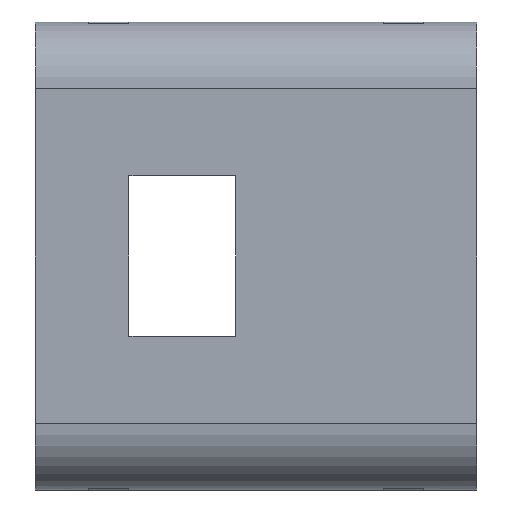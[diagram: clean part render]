
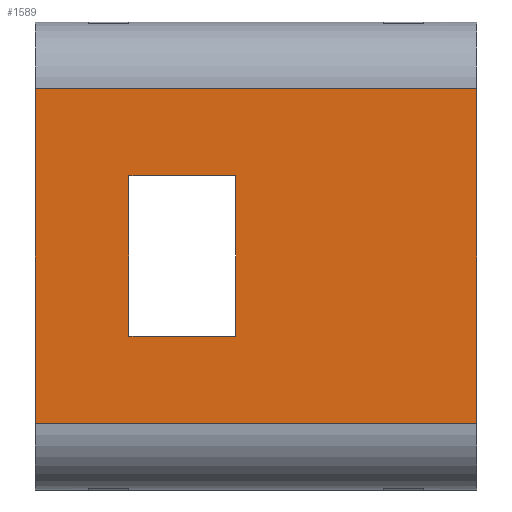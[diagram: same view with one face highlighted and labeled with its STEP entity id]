
A CAD part, left-side view. The second image highlights one B-rep face of the part: STEP entity #1589.
In plain terms, the highlighted planar face has unit normal (-1, 0, 0).
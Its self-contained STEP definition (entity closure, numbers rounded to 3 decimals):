
#21 = ORIENTED_EDGE ( 'NONE', *, *, #3381, .F. ) ;
#83 = EDGE_CURVE ( 'NONE', #3383, #2024, #3772, .T. ) ;
#92 = VERTEX_POINT ( 'NONE', #3638 ) ;
#150 = VECTOR ( 'NONE', #2205, 1000. ) ;
#230 = CARTESIAN_POINT ( 'NONE',  ( -22.314, 18., -6. ) ) ;
#246 = CARTESIAN_POINT ( 'NONE',  ( -22.314, 26., -6. ) ) ;
#255 = DIRECTION ( 'NONE',  ( 0., 0., -1. ) ) ;
#462 = VECTOR ( 'NONE', #3157, 1000. ) ;
#483 = DIRECTION ( 'NONE',  ( 0., 0., -1. ) ) ;
#494 = DIRECTION ( 'NONE',  ( 1., 0., 0. ) ) ;
#525 = VERTEX_POINT ( 'NONE', #3720 ) ;
#631 = DIRECTION ( 'NONE',  ( 0., -1., 0. ) ) ;
#761 = LINE ( 'NONE', #2807, #3219 ) ;
#884 = DIRECTION ( 'NONE',  ( 0., -1., 0. ) ) ;
#1045 = LINE ( 'NONE', #3532, #150 ) ;
#1156 = CARTESIAN_POINT ( 'NONE',  ( -22.314, 0., -12.5 ) ) ;
#1177 = CARTESIAN_POINT ( 'NONE',  ( -22.314, 18., 12.5 ) ) ;
#1251 = CARTESIAN_POINT ( 'NONE',  ( -22.314, 26., -17.5 ) ) ;
#1369 = LINE ( 'NONE', #1821, #462 ) ;
#1379 = VERTEX_POINT ( 'NONE', #1903 ) ;
#1493 = FACE_BOUND ( 'NONE', #2257, .T. ) ;
#1512 = VECTOR ( 'NONE', #255, 1000. ) ;
#1589 = ADVANCED_FACE ( 'NONE', ( #2481, #1493 ), #2028, .F. ) ;
#1608 = EDGE_CURVE ( 'NONE', #1379, #2821, #3159, .T. ) ;
#1633 = ORIENTED_EDGE ( 'NONE', *, *, #3216, .F. ) ;
#1821 = CARTESIAN_POINT ( 'NONE',  ( -22.314, 0., -17.5 ) ) ;
#1837 = DIRECTION ( 'NONE',  ( 0., 1., 0. ) ) ;
#1869 = LINE ( 'NONE', #230, #2850 ) ;
#1877 = CARTESIAN_POINT ( 'NONE',  ( -22.314, 33., -12.5 ) ) ;
#1903 = CARTESIAN_POINT ( 'NONE',  ( -22.314, 0., 12.5 ) ) ;
#1906 = ORIENTED_EDGE ( 'NONE', *, *, #83, .T. ) ;
#1978 = CARTESIAN_POINT ( 'NONE',  ( -22.314, 18., -12.5 ) ) ;
#2024 = VERTEX_POINT ( 'NONE', #1156 ) ;
#2028 = PLANE ( 'NONE',  #4123 ) ;
#2205 = DIRECTION ( 'NONE',  ( 0., 0., 1. ) ) ;
#2257 = EDGE_LOOP ( 'NONE', ( #2575, #21, #3184, #1633 ) ) ;
#2345 = LINE ( 'NONE', #3880, #3795 ) ;
#2361 = ORIENTED_EDGE ( 'NONE', *, *, #2814, .F. ) ;
#2400 = LINE ( 'NONE', #1251, #1512 ) ;
#2427 = EDGE_LOOP ( 'NONE', ( #2361, #1906, #4260, #2892 ) ) ;
#2481 = FACE_OUTER_BOUND ( 'NONE', #2427, .T. ) ;
#2542 = CARTESIAN_POINT ( 'NONE',  ( -22.314, 33., 12.5 ) ) ;
#2575 = ORIENTED_EDGE ( 'NONE', *, *, #2883, .F. ) ;
#2742 = EDGE_CURVE ( 'NONE', #2024, #1379, #1369, .T. ) ;
#2807 = CARTESIAN_POINT ( 'NONE',  ( -22.314, 18., -17.5 ) ) ;
#2814 = EDGE_CURVE ( 'NONE', #3383, #2821, #1045, .T. ) ;
#2821 = VERTEX_POINT ( 'NONE', #2542 ) ;
#2834 = DIRECTION ( 'NONE',  ( 0., 0., -1. ) ) ;
#2850 = VECTOR ( 'NONE', #884, 1000. ) ;
#2877 = CARTESIAN_POINT ( 'NONE',  ( -22.314, 18., 6. ) ) ;
#2883 = EDGE_CURVE ( 'NONE', #525, #3260, #2400, .T. ) ;
#2884 = VECTOR ( 'NONE', #631, 1000. ) ;
#2892 = ORIENTED_EDGE ( 'NONE', *, *, #1608, .T. ) ;
#3157 = DIRECTION ( 'NONE',  ( 0., 0., 1. ) ) ;
#3159 = LINE ( 'NONE', #1177, #4061 ) ;
#3184 = ORIENTED_EDGE ( 'NONE', *, *, #3312, .T. ) ;
#3216 = EDGE_CURVE ( 'NONE', #3260, #92, #1869, .T. ) ;
#3219 = VECTOR ( 'NONE', #483, 1000. ) ;
#3260 = VERTEX_POINT ( 'NONE', #246 ) ;
#3312 = EDGE_CURVE ( 'NONE', #3400, #92, #761, .T. ) ;
#3381 = EDGE_CURVE ( 'NONE', #3400, #525, #2345, .T. ) ;
#3383 = VERTEX_POINT ( 'NONE', #1877 ) ;
#3400 = VERTEX_POINT ( 'NONE', #2877 ) ;
#3532 = CARTESIAN_POINT ( 'NONE',  ( -22.314, 33., -17.5 ) ) ;
#3638 = CARTESIAN_POINT ( 'NONE',  ( -22.314, 18., -6. ) ) ;
#3720 = CARTESIAN_POINT ( 'NONE',  ( -22.314, 26., 6. ) ) ;
#3772 = LINE ( 'NONE', #1978, #2884 ) ;
#3795 = VECTOR ( 'NONE', #4222, 1000. ) ;
#3880 = CARTESIAN_POINT ( 'NONE',  ( -22.314, 18., 6. ) ) ;
#4061 = VECTOR ( 'NONE', #1837, 1000. ) ;
#4123 = AXIS2_PLACEMENT_3D ( 'NONE', #4177, #494, #2834 ) ;
#4177 = CARTESIAN_POINT ( 'NONE',  ( -22.314, 18., -17.5 ) ) ;
#4222 = DIRECTION ( 'NONE',  ( 0., 1., 0. ) ) ;
#4260 = ORIENTED_EDGE ( 'NONE', *, *, #2742, .T. ) ;
